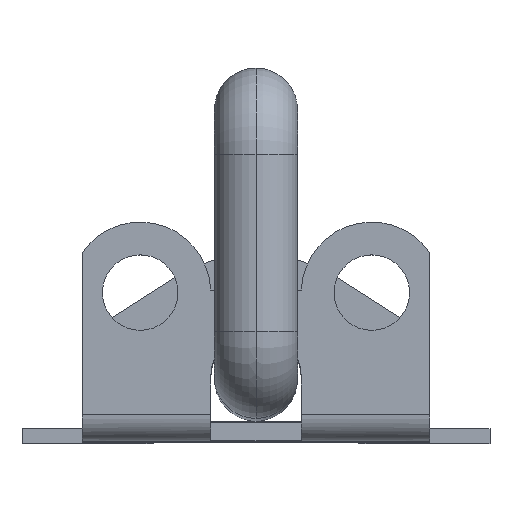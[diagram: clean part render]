
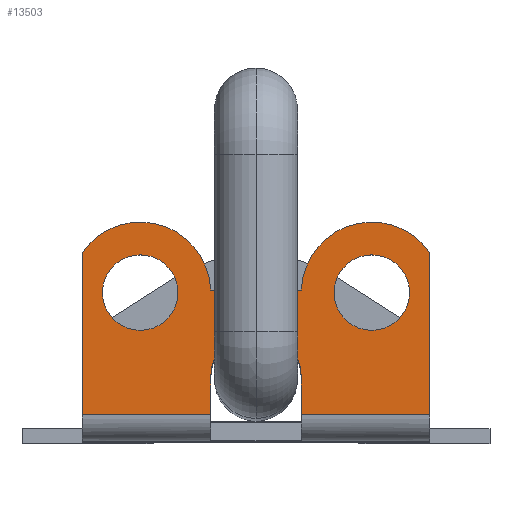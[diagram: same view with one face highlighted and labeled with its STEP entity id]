
A CAD part, top view. The second image highlights one B-rep face of the part: STEP entity #13503.
In plain terms, the highlighted planar face has unit normal (0, 0, 1).
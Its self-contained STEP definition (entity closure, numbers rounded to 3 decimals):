
#94 = CARTESIAN_POINT ( 'NONE',  ( 10.336, 19.658, 55. ) ) ;
#274 = DIRECTION ( 'NONE',  ( 1., 0., 0. ) ) ;
#277 = EDGE_CURVE ( 'NONE', #4079, #1043, #14383, .T. ) ;
#577 = LINE ( 'NONE', #15689, #2946 ) ;
#631 = CIRCLE ( 'NONE', #5431, 9.342 ) ;
#672 = EDGE_CURVE ( 'NONE', #15414, #15398, #13565, .T. ) ;
#773 = CIRCLE ( 'NONE', #14950, 5. ) ;
#1043 = VERTEX_POINT ( 'NONE', #3854 ) ;
#1213 = EDGE_CURVE ( 'NONE', #6268, #9851, #6987, .T. ) ;
#1422 = CARTESIAN_POINT ( 'NONE',  ( -23., 3.5, 55. ) ) ;
#1438 = CARTESIAN_POINT ( 'NONE',  ( -15.336, 19.658, 55. ) ) ;
#1671 = FACE_OUTER_BOUND ( 'NONE', #7655, .T. ) ;
#1948 = CIRCLE ( 'NONE', #5888, 5. ) ;
#2322 = EDGE_CURVE ( 'NONE', #13701, #6268, #631, .T. ) ;
#2392 = DIRECTION ( 'NONE',  ( 0., 1., 0. ) ) ;
#2816 = DIRECTION ( 'NONE',  ( 1., 0., 0. ) ) ;
#2826 = CARTESIAN_POINT ( 'NONE',  ( -23., 3.5, 55. ) ) ;
#2946 = VECTOR ( 'NONE', #6846, 1000. ) ;
#3106 = VECTOR ( 'NONE', #13671, 1000. ) ;
#3300 = CARTESIAN_POINT ( 'NONE',  ( 15.336, 19.658, 55. ) ) ;
#3341 = VERTEX_POINT ( 'NONE', #15781 ) ;
#3471 = EDGE_LOOP ( 'NONE', ( #12678, #6520 ) ) ;
#3791 = CARTESIAN_POINT ( 'NONE',  ( -15.336, 19.658, 55. ) ) ;
#3814 = DIRECTION ( 'NONE',  ( 0., 0., 1. ) ) ;
#3854 = CARTESIAN_POINT ( 'NONE',  ( 23., 25., 55. ) ) ;
#3882 = CARTESIAN_POINT ( 'NONE',  ( -23., 25., 55. ) ) ;
#3899 = DIRECTION ( 'NONE',  ( 0., 0., 1. ) ) ;
#4000 = DIRECTION ( 'NONE',  ( 0., 0., 1. ) ) ;
#4065 = DIRECTION ( 'NONE',  ( 1., 0., 0. ) ) ;
#4079 = VERTEX_POINT ( 'NONE', #5259 ) ;
#4094 = CARTESIAN_POINT ( 'NONE',  ( 6., 8.5, 55. ) ) ;
#4198 = ORIENTED_EDGE ( 'NONE', *, *, #4504, .F. ) ;
#4233 = EDGE_CURVE ( 'NONE', #7307, #11401, #577, .T. ) ;
#4438 = ORIENTED_EDGE ( 'NONE', *, *, #1213, .F. ) ;
#4504 = EDGE_CURVE ( 'NONE', #7437, #11378, #9120, .T. ) ;
#4548 = DIRECTION ( 'NONE',  ( 0., 0., -1. ) ) ;
#4633 = DIRECTION ( 'NONE',  ( 1., 0., 0. ) ) ;
#4722 = DIRECTION ( 'NONE',  ( 0., 0., 1. ) ) ;
#4723 = EDGE_LOOP ( 'NONE', ( #12752, #4198 ) ) ;
#5050 = AXIS2_PLACEMENT_3D ( 'NONE', #3300, #4548, #16002 ) ;
#5134 = CARTESIAN_POINT ( 'NONE',  ( 20.336, 19.658, 55. ) ) ;
#5259 = CARTESIAN_POINT ( 'NONE',  ( 23., 3.5, 55. ) ) ;
#5278 = AXIS2_PLACEMENT_3D ( 'NONE', #1438, #10310, #274 ) ;
#5359 = LINE ( 'NONE', #11430, #7951 ) ;
#5431 = AXIS2_PLACEMENT_3D ( 'NONE', #3791, #6479, #16421 ) ;
#5444 = CARTESIAN_POINT ( 'NONE',  ( -6., 8.5, 55. ) ) ;
#5568 = CIRCLE ( 'NONE', #5050, 9.342 ) ;
#5700 = CARTESIAN_POINT ( 'NONE',  ( -6., 20., 55. ) ) ;
#5857 = ORIENTED_EDGE ( 'NONE', *, *, #2322, .F. ) ;
#5888 = AXIS2_PLACEMENT_3D ( 'NONE', #12369, #4722, #7339 ) ;
#6099 = EDGE_CURVE ( 'NONE', #3341, #12552, #14257, .T. ) ;
#6268 = VERTEX_POINT ( 'NONE', #5700 ) ;
#6479 = DIRECTION ( 'NONE',  ( 0., 0., -1. ) ) ;
#6520 = ORIENTED_EDGE ( 'NONE', *, *, #6099, .F. ) ;
#6556 = CARTESIAN_POINT ( 'NONE',  ( 23., 3.5, 55. ) ) ;
#6846 = DIRECTION ( 'NONE',  ( -1., 0., 0. ) ) ;
#6987 = LINE ( 'NONE', #11118, #10354 ) ;
#7307 = VERTEX_POINT ( 'NONE', #8426 ) ;
#7339 = DIRECTION ( 'NONE',  ( 1., 0., 0. ) ) ;
#7387 = AXIS2_PLACEMENT_3D ( 'NONE', #14277, #4000, #2816 ) ;
#7437 = VERTEX_POINT ( 'NONE', #94 ) ;
#7455 = CARTESIAN_POINT ( 'NONE',  ( 6., 0., 55. ) ) ;
#7579 = LINE ( 'NONE', #1422, #14339 ) ;
#7644 = CARTESIAN_POINT ( 'NONE',  ( 23., 3.5, 55. ) ) ;
#7655 = EDGE_LOOP ( 'NONE', ( #9974, #11376, #16450, #11190, #4438, #5857, #12465, #10068, #15754, #13501 ) ) ;
#7723 = DIRECTION ( 'NONE',  ( 0., -1., 0. ) ) ;
#7951 = VECTOR ( 'NONE', #7723, 1000. ) ;
#8029 = EDGE_CURVE ( 'NONE', #9851, #1043, #5568, .T. ) ;
#8123 = EDGE_CURVE ( 'NONE', #12552, #3341, #1948, .T. ) ;
#8261 = EDGE_CURVE ( 'NONE', #15594, #15414, #13261, .T. ) ;
#8297 = DIRECTION ( 'NONE',  ( -1., 0., 0. ) ) ;
#8334 = EDGE_CURVE ( 'NONE', #11378, #7437, #773, .T. ) ;
#8373 = EDGE_CURVE ( 'NONE', #15398, #7307, #5359, .T. ) ;
#8426 = CARTESIAN_POINT ( 'NONE',  ( -6., 3.5, 55. ) ) ;
#8496 = EDGE_CURVE ( 'NONE', #4079, #15594, #16033, .T. ) ;
#8606 = DIRECTION ( 'NONE',  ( 0., 0., 1. ) ) ;
#8831 = CARTESIAN_POINT ( 'NONE',  ( 15.336, 19.658, 55. ) ) ;
#8903 = AXIS2_PLACEMENT_3D ( 'NONE', #13006, #3899, #4065 ) ;
#9120 = CIRCLE ( 'NONE', #7387, 5. ) ;
#9851 = VERTEX_POINT ( 'NONE', #14421 ) ;
#9974 = ORIENTED_EDGE ( 'NONE', *, *, #8261, .F. ) ;
#10068 = ORIENTED_EDGE ( 'NONE', *, *, #4233, .F. ) ;
#10090 = CARTESIAN_POINT ( 'NONE',  ( -10.336, 19.658, 55. ) ) ;
#10174 = VECTOR ( 'NONE', #2392, 1000. ) ;
#10310 = DIRECTION ( 'NONE',  ( 0., 0., 1. ) ) ;
#10354 = VECTOR ( 'NONE', #4633, 1000. ) ;
#11118 = CARTESIAN_POINT ( 'NONE',  ( -6., 20., 55. ) ) ;
#11190 = ORIENTED_EDGE ( 'NONE', *, *, #8029, .F. ) ;
#11253 = VECTOR ( 'NONE', #8297, 1000. ) ;
#11310 = DIRECTION ( 'NONE',  ( 1., 0., 0. ) ) ;
#11376 = ORIENTED_EDGE ( 'NONE', *, *, #8496, .F. ) ;
#11378 = VERTEX_POINT ( 'NONE', #5134 ) ;
#11401 = VERTEX_POINT ( 'NONE', #2826 ) ;
#11430 = CARTESIAN_POINT ( 'NONE',  ( -6., 8.5, 55. ) ) ;
#11590 = DIRECTION ( 'NONE',  ( 0., 1., 0. ) ) ;
#11674 = PLANE ( 'NONE',  #8903 ) ;
#12369 = CARTESIAN_POINT ( 'NONE',  ( -15.336, 19.658, 55. ) ) ;
#12465 = ORIENTED_EDGE ( 'NONE', *, *, #16022, .F. ) ;
#12552 = VERTEX_POINT ( 'NONE', #10090 ) ;
#12678 = ORIENTED_EDGE ( 'NONE', *, *, #8123, .F. ) ;
#12752 = ORIENTED_EDGE ( 'NONE', *, *, #8334, .F. ) ;
#12759 = DIRECTION ( 'NONE',  ( 1., 0., 0. ) ) ;
#13005 = FACE_BOUND ( 'NONE', #4723, .T. ) ;
#13006 = CARTESIAN_POINT ( 'NONE',  ( 23., 3.5, 55. ) ) ;
#13261 = LINE ( 'NONE', #7455, #3106 ) ;
#13501 = ORIENTED_EDGE ( 'NONE', *, *, #672, .F. ) ;
#13503 = ADVANCED_FACE ( 'NONE', ( #1671, #13005, #15796 ), #11674, .T. ) ;
#13565 = CIRCLE ( 'NONE', #14679, 6. ) ;
#13671 = DIRECTION ( 'NONE',  ( 0., 1., 0. ) ) ;
#13701 = VERTEX_POINT ( 'NONE', #3882 ) ;
#14257 = CIRCLE ( 'NONE', #5278, 5. ) ;
#14277 = CARTESIAN_POINT ( 'NONE',  ( 15.336, 19.658, 55. ) ) ;
#14339 = VECTOR ( 'NONE', #11590, 1000. ) ;
#14383 = LINE ( 'NONE', #7644, #10174 ) ;
#14421 = CARTESIAN_POINT ( 'NONE',  ( 6., 20., 55. ) ) ;
#14561 = CARTESIAN_POINT ( 'NONE',  ( 6., 3.5, 55. ) ) ;
#14679 = AXIS2_PLACEMENT_3D ( 'NONE', #16218, #8606, #11310 ) ;
#14950 = AXIS2_PLACEMENT_3D ( 'NONE', #8831, #3814, #12759 ) ;
#15398 = VERTEX_POINT ( 'NONE', #5444 ) ;
#15414 = VERTEX_POINT ( 'NONE', #4094 ) ;
#15594 = VERTEX_POINT ( 'NONE', #14561 ) ;
#15689 = CARTESIAN_POINT ( 'NONE',  ( 23., 3.5, 55. ) ) ;
#15754 = ORIENTED_EDGE ( 'NONE', *, *, #8373, .F. ) ;
#15781 = CARTESIAN_POINT ( 'NONE',  ( -20.336, 19.658, 55. ) ) ;
#15796 = FACE_BOUND ( 'NONE', #3471, .T. ) ;
#16002 = DIRECTION ( 'NONE',  ( 1., 0., 0. ) ) ;
#16022 = EDGE_CURVE ( 'NONE', #11401, #13701, #7579, .T. ) ;
#16033 = LINE ( 'NONE', #6556, #11253 ) ;
#16218 = CARTESIAN_POINT ( 'NONE',  ( 0., 8.5, 55. ) ) ;
#16421 = DIRECTION ( 'NONE',  ( 1., 0., 0. ) ) ;
#16450 = ORIENTED_EDGE ( 'NONE', *, *, #277, .T. ) ;
